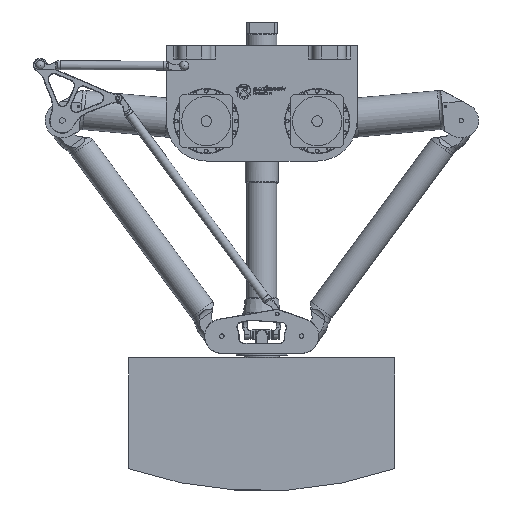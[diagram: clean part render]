
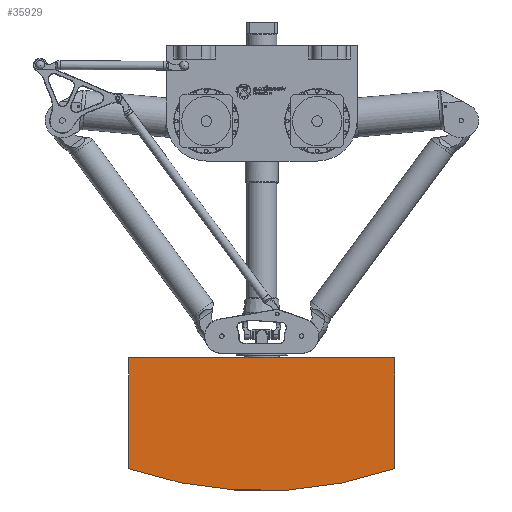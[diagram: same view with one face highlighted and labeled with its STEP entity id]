
A CAD part, left-side view. The second image highlights one B-rep face of the part: STEP entity #35929.
In plain terms, the highlighted face is planar.
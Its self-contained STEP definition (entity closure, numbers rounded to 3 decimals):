
#3872=CIRCLE('',#40242,925.);
#6640=FACE_OUTER_BOUND('',#9170,.T.);
#9170=EDGE_LOOP('',(#31868,#31869,#31870,#31871));
#11918=LINE('',#66876,#14640);
#11919=LINE('',#66878,#14641);
#11920=LINE('',#66881,#14642);
#14640=VECTOR('',#50266,10.);
#14641=VECTOR('',#50267,10.);
#14642=VECTOR('',#50270,10.);
#17696=VERTEX_POINT('',#66874);
#17697=VERTEX_POINT('',#66875);
#17698=VERTEX_POINT('',#66877);
#17699=VERTEX_POINT('',#66879);
#22467=EDGE_CURVE('',#17696,#17697,#11918,.T.);
#22468=EDGE_CURVE('',#17698,#17696,#11919,.T.);
#22469=EDGE_CURVE('',#17699,#17698,#3872,.T.);
#22470=EDGE_CURVE('',#17697,#17699,#11920,.T.);
#31868=ORIENTED_EDGE('',*,*,#22467,.F.);
#31869=ORIENTED_EDGE('',*,*,#22468,.F.);
#31870=ORIENTED_EDGE('',*,*,#22469,.F.);
#31871=ORIENTED_EDGE('',*,*,#22470,.F.);
#33925=PLANE('',#40241);
#35929=ADVANCED_FACE('',(#6640),#33925,.F.);
#40241=AXIS2_PLACEMENT_3D('',#66873,#50264,#50265);
#40242=AXIS2_PLACEMENT_3D('',#66880,#50268,#50269);
#50264=DIRECTION('center_axis',(0.,0.,1.));
#50265=DIRECTION('ref_axis',(1.,0.,0.));
#50266=DIRECTION('',(1.,0.,0.));
#50267=DIRECTION('',(0.,-1.,0.));
#50268=DIRECTION('center_axis',(0.,0.,1.));
#50269=DIRECTION('ref_axis',(0.324,0.946,0.));
#50270=DIRECTION('',(0.,1.,0.));
#66873=CARTESIAN_POINT('Origin',(0.,11.502,
-1.));
#66874=CARTESIAN_POINT('',(-300.,-125.,-1.));
#66875=CARTESIAN_POINT('',(300.,-125.,-1.));
#66876=CARTESIAN_POINT('',(-300.,-125.,-1.));
#66877=CARTESIAN_POINT('',(-300.,125.,-1.));
#66878=CARTESIAN_POINT('',(-300.,125.,-1.));
#66879=CARTESIAN_POINT('',(300.,125.,-1.));
#66880=CARTESIAN_POINT('Origin',(0.,-750.,-1.));
#66881=CARTESIAN_POINT('',(300.,-125.,-1.));
